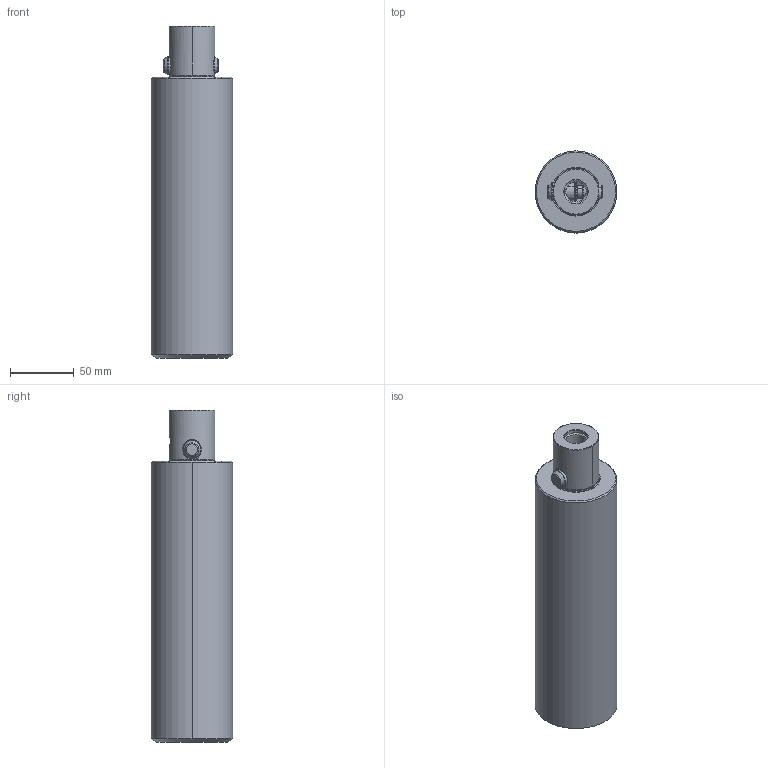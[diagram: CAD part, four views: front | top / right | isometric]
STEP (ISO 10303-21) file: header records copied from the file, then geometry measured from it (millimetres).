
FILE_DESCRIPTION(('no description'),'unknown implementation level');
FILE_NAME('2E907D1E-1C6D-4CD2-B1C1-4BFC40221D14_export.stp',' ',('CIMSOURCE GmbH'),('CADClick - KiM GmbH - www.kimweb.de'),'unknown preprocess','ACIS','unknown authorization');
FILE_SCHEMA(('automotive_design'));
Length unit declared in the file: millimetre
Products named in the file (3): 335.563 Kaiser CKS6 X D64 X 220|335.563 Kaiser CKS6 X D64 X 220_Standard;NONE; 335.563 Kaiser CKS6 X D64 X 220|691.506 Kaiser ETL �14 X 43K_Standard|693.305 Sprengring_Standard;NONE; 335.563 Kaiser CKS6 X D64 X 220|691.506 Kaiser ETL �14 X 43K_Standard|691.526 Mitnehmerbolzen_Standard;NONE
Bounding box: 64 x 64 x 260 mm (x, y, z)
Volume: 740635.3 mm3; surface area: 59489.7 mm2
Topology: 3 solids, 3 shells, 91 faces, 199 edges, 112 vertices
Faces by surface type: cone 30, torus 26, cylinder 24, plane 11
Entity records: 5337 total; most frequent: CARTESIAN_POINT 975, DIRECTION 481, STYLED_ITEM 401, PRESENTATION_STYLE_ASSIGNMENT 401, COLOUR_RGB 401, ORIENTED_EDGE 390, AXIS2_PLACEMENT_3D 212, EDGE_CURVE 195
